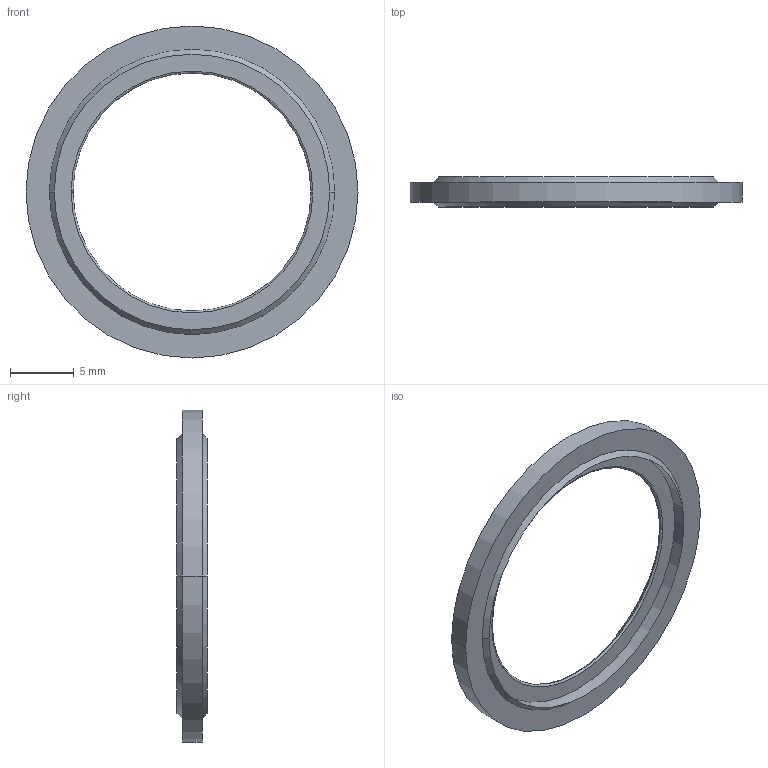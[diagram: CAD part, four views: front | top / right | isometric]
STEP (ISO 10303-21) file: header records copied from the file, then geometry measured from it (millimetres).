
FILE_DESCRIPTION(('STEP AP214'),'1');
FILE_NAME('0139_21_00.stp','2016-07-07T14:22:37',('TraceParts'),('TraceParts S.A.'),'Spatial InterOp 3D',' ',' ');
FILE_SCHEMA(('automotive_design'));
Length unit declared in the file: millimetre
Products named in the file (2): 0139-21-00_ASM|Next assembly relationship#BAGUE-ACIER-1-2;BAGUE-ACIER-1-2; 0139-21-00_ASM|Next assembly relationship#BAGUE-NITRILE-1-2;BAGUE-NITRILE-1-2
Bounding box: 25.95 x 2.35 x 25.95 mm (x, y, z)
Volume: 292.6 mm3; surface area: 1030.3 mm2
Topology: 2 solids, 2 shells, 26 faces, 54 edges, 32 vertices
Faces by surface type: cylinder 10, torus 8, plane 4, cone 4
Entity records: 740 total; most frequent: DIRECTION 150, CARTESIAN_POINT 114, ORIENTED_EDGE 108, AXIS2_PLACEMENT_3D 68, EDGE_CURVE 54, CIRCLE 40, VERTEX_POINT 32, EDGE_LOOP 30
